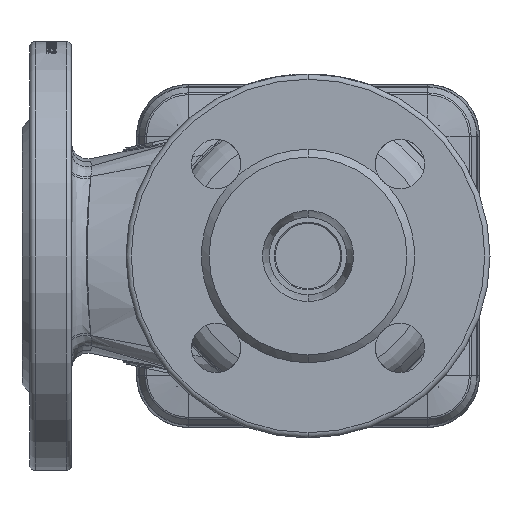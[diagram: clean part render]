
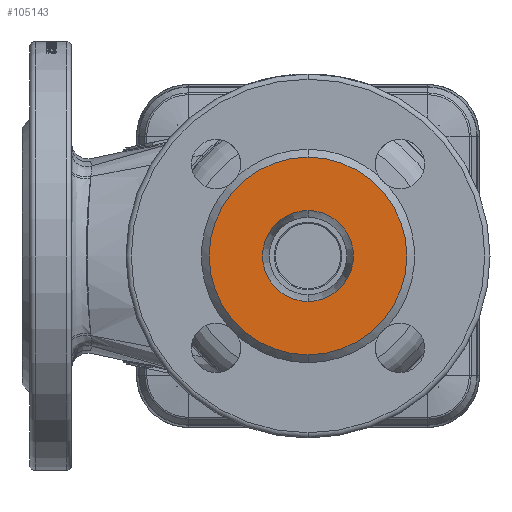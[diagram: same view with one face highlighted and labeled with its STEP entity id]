
A CAD part, front view. The second image highlights one B-rep face of the part: STEP entity #105143.
In plain terms, the highlighted planar face has unit normal (0, -1, 0).
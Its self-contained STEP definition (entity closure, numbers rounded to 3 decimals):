
#4076 = VERTEX_POINT ( 'NONE', #131545 ) ;
#4191 = EDGE_LOOP ( 'NONE', ( #61254, #22301 ) ) ;
#5982 = DIRECTION ( 'NONE',  ( 0., 0., 1. ) ) ;
#14983 = DIRECTION ( 'NONE',  ( 0., 0., 1. ) ) ;
#22301 = ORIENTED_EDGE ( 'NONE', *, *, #90880, .F. ) ;
#23637 = CARTESIAN_POINT ( 'NONE',  ( 0., -115., 0. ) ) ;
#37946 = FACE_BOUND ( 'NONE', #4191, .T. ) ;
#42782 = CARTESIAN_POINT ( 'NONE',  ( 0., -115., 0. ) ) ;
#51418 = DIRECTION ( 'NONE',  ( 0., 1., 0. ) ) ;
#53461 = CIRCLE ( 'NONE', #114399, 17.5 ) ;
#54649 = DIRECTION ( 'NONE',  ( 0., 0., 1. ) ) ;
#60101 = DIRECTION ( 'NONE',  ( 0., 0., 1. ) ) ;
#61254 = ORIENTED_EDGE ( 'NONE', *, *, #130484, .F. ) ;
#67759 = VERTEX_POINT ( 'NONE', #85774 ) ;
#68969 = EDGE_LOOP ( 'NONE', ( #131183, #94652 ) ) ;
#72018 = DIRECTION ( 'NONE',  ( 0., 1., 0. ) ) ;
#74460 = FACE_OUTER_BOUND ( 'NONE', #68969, .T. ) ;
#76206 = VERTEX_POINT ( 'NONE', #128610 ) ;
#80347 = CIRCLE ( 'NONE', #156513, 38. ) ;
#81608 = CIRCLE ( 'NONE', #124767, 17.5 ) ;
#82479 = CARTESIAN_POINT ( 'NONE',  ( 0., -115., 0. ) ) ;
#85774 = CARTESIAN_POINT ( 'NONE',  ( 0., -115., 17.5 ) ) ;
#86404 = CARTESIAN_POINT ( 'NONE',  ( 0., -115., 0. ) ) ;
#88877 = DIRECTION ( 'NONE',  ( 0., -1., 0. ) ) ;
#90880 = EDGE_CURVE ( 'NONE', #4076, #67759, #53461, .T. ) ;
#94652 = ORIENTED_EDGE ( 'NONE', *, *, #117705, .F. ) ;
#104164 = CARTESIAN_POINT ( 'NONE',  ( 0., -115., -38. ) ) ;
#105143 = ADVANCED_FACE ( 'NONE', ( #74460, #37946 ), #145211, .F. ) ;
#110578 = VERTEX_POINT ( 'NONE', #104164 ) ;
#114399 = AXIS2_PLACEMENT_3D ( 'NONE', #42782, #88877, #54649 ) ;
#117040 = CARTESIAN_POINT ( 'NONE',  ( 0., -115., 0. ) ) ;
#117705 = EDGE_CURVE ( 'NONE', #110578, #76206, #80347, .T. ) ;
#119081 = DIRECTION ( 'NONE',  ( 0., 1., 0. ) ) ;
#121247 = AXIS2_PLACEMENT_3D ( 'NONE', #23637, #72018, #60101 ) ;
#123135 = AXIS2_PLACEMENT_3D ( 'NONE', #86404, #51418, #14983 ) ;
#124767 = AXIS2_PLACEMENT_3D ( 'NONE', #117040, #126556, #5982 ) ;
#126556 = DIRECTION ( 'NONE',  ( 0., -1., 0. ) ) ;
#128610 = CARTESIAN_POINT ( 'NONE',  ( 0., -115., 38. ) ) ;
#130484 = EDGE_CURVE ( 'NONE', #67759, #4076, #81608, .T. ) ;
#131183 = ORIENTED_EDGE ( 'NONE', *, *, #147304, .F. ) ;
#131545 = CARTESIAN_POINT ( 'NONE',  ( 0., -115., -17.5 ) ) ;
#132471 = DIRECTION ( 'NONE',  ( 0., 0., 1. ) ) ;
#138997 = CIRCLE ( 'NONE', #121247, 38. ) ;
#145211 = PLANE ( 'NONE',  #123135 ) ;
#147304 = EDGE_CURVE ( 'NONE', #76206, #110578, #138997, .T. ) ;
#156513 = AXIS2_PLACEMENT_3D ( 'NONE', #82479, #119081, #132471 ) ;
